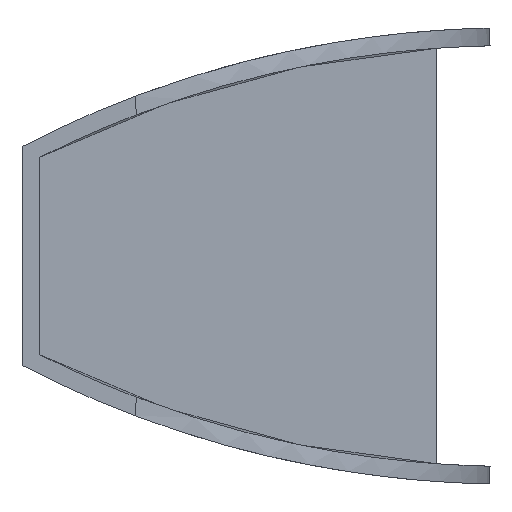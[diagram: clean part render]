
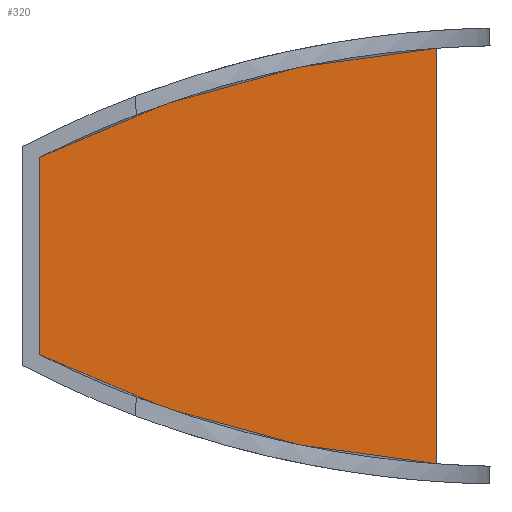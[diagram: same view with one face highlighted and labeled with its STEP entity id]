
A CAD part, left-side view. The second image highlights one B-rep face of the part: STEP entity #320.
In plain terms, the highlighted planar face has unit normal (-1, 0, 0).
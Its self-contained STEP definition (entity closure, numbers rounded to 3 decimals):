
#42 = AXIS2_PLACEMENT_3D ( 'NONE', #447, #50, #843 ) ;
#50 = DIRECTION ( 'NONE',  ( -1., 0., 0. ) ) ;
#60 = ORIENTED_EDGE ( 'NONE', *, *, #63, .T. ) ;
#61 = CARTESIAN_POINT ( 'NONE',  ( -101.498, 0., -48.186 ) ) ;
#63 = EDGE_CURVE ( 'NONE', #227, #116, #383, .T. ) ;
#68 = DIRECTION ( 'NONE',  ( 0., 0., 1. ) ) ;
#110 = CARTESIAN_POINT ( 'NONE',  ( -101.498, 67., 3.563 ) ) ;
#112 = VECTOR ( 'NONE', #68, 1000. ) ;
#116 = VERTEX_POINT ( 'NONE', #110 ) ;
#133 = DIRECTION ( 'NONE',  ( -1., 0., 0. ) ) ;
#142 = LINE ( 'NONE', #260, #112 ) ;
#227 = VERTEX_POINT ( 'NONE', #245 ) ;
#245 = CARTESIAN_POINT ( 'NONE',  ( -101.498, 0., 21.991 ) ) ;
#260 = CARTESIAN_POINT ( 'NONE',  ( -101.498, 0., -31.598 ) ) ;
#286 = DIRECTION ( 'NONE',  ( 0., 0., -1. ) ) ;
#320 = ADVANCED_FACE ( 'NONE', ( #794 ), #730, .F. ) ;
#334 = VERTEX_POINT ( 'NONE', #61 ) ;
#383 = CIRCLE ( 'NONE', #42, 177.177 ) ;
#393 = DIRECTION ( 'NONE',  ( 0., 0., -1. ) ) ;
#410 = ORIENTED_EDGE ( 'NONE', *, *, #838, .T. ) ;
#425 = CARTESIAN_POINT ( 'NONE',  ( -101.498, 67., -31.598 ) ) ;
#440 = EDGE_CURVE ( 'NONE', #564, #334, #478, .T. ) ;
#447 = CARTESIAN_POINT ( 'NONE',  ( -101.498, -12.574, -154.739 ) ) ;
#450 = EDGE_LOOP ( 'NONE', ( #410, #820, #502, #60 ) ) ;
#478 = CIRCLE ( 'NONE', #837, 177.177 ) ;
#502 = ORIENTED_EDGE ( 'NONE', *, *, #710, .T. ) ;
#542 = CARTESIAN_POINT ( 'NONE',  ( -101.498, -12.574, 128.544 ) ) ;
#564 = VERTEX_POINT ( 'NONE', #696 ) ;
#593 = CARTESIAN_POINT ( 'NONE',  ( -101.498, 70., -31.598 ) ) ;
#607 = DIRECTION ( 'NONE',  ( 0., 0., -1. ) ) ;
#617 = AXIS2_PLACEMENT_3D ( 'NONE', #593, #798, #393 ) ;
#662 = LINE ( 'NONE', #425, #694 ) ;
#694 = VECTOR ( 'NONE', #286, 1000. ) ;
#696 = CARTESIAN_POINT ( 'NONE',  ( -101.498, 67., -29.759 ) ) ;
#710 = EDGE_CURVE ( 'NONE', #334, #227, #142, .T. ) ;
#730 = PLANE ( 'NONE',  #617 ) ;
#794 = FACE_OUTER_BOUND ( 'NONE', #450, .T. ) ;
#798 = DIRECTION ( 'NONE',  ( 1., 0., 0. ) ) ;
#820 = ORIENTED_EDGE ( 'NONE', *, *, #440, .T. ) ;
#837 = AXIS2_PLACEMENT_3D ( 'NONE', #542, #133, #607 ) ;
#838 = EDGE_CURVE ( 'NONE', #116, #564, #662, .T. ) ;
#843 = DIRECTION ( 'NONE',  ( 0., 0., -1. ) ) ;
